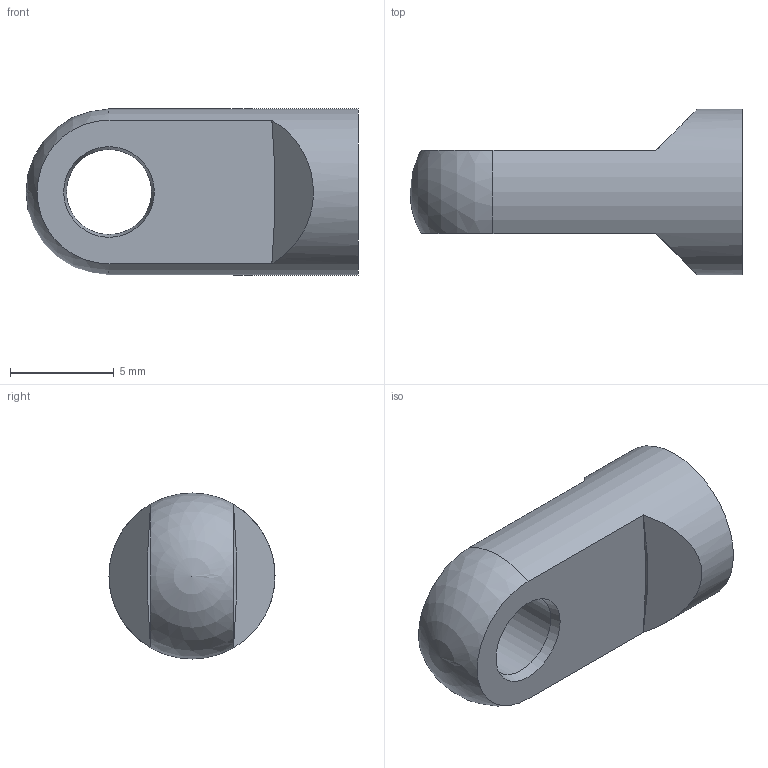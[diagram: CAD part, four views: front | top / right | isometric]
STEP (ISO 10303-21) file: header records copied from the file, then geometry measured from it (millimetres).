
FILE_DESCRIPTION((''),'2;1');
FILE_NAME('0412-XX1SXXUM4.stp','2012-07-16T09:31:04',('CADNEU'),(''),'Autodesk Inventor 2012','Autodesk Inventor 2012','');
FILE_SCHEMA(('AUTOMOTIVE_DESIGN { 1 0 10303 214 1 1 1 1 }'));
Length unit declared in the file: millimetre
Products named in the file (1): XX1SXXUM4
Bounding box: 16 x 8 x 8 mm (x, y, z)
Volume: 395.3 mm3; surface area: 531 mm2
Topology: 1 solids, 1 shells, 19 faces, 47 edges, 29 vertices
Faces by surface type: cylinder 9, plane 5, cone 4, sphere 1
Full cylindrical faces by diameter (mm): 3.242 x1, 4.1 x1, 8 x1
Entity records: 518 total; most frequent: DIRECTION 94, CARTESIAN_POINT 90, ORIENTED_EDGE 68, AXIS2_PLACEMENT_3D 44, EDGE_CURVE 34, EDGE_LOOP 28, VERTEX_POINT 24, FACE_OUTER_BOUND 19
